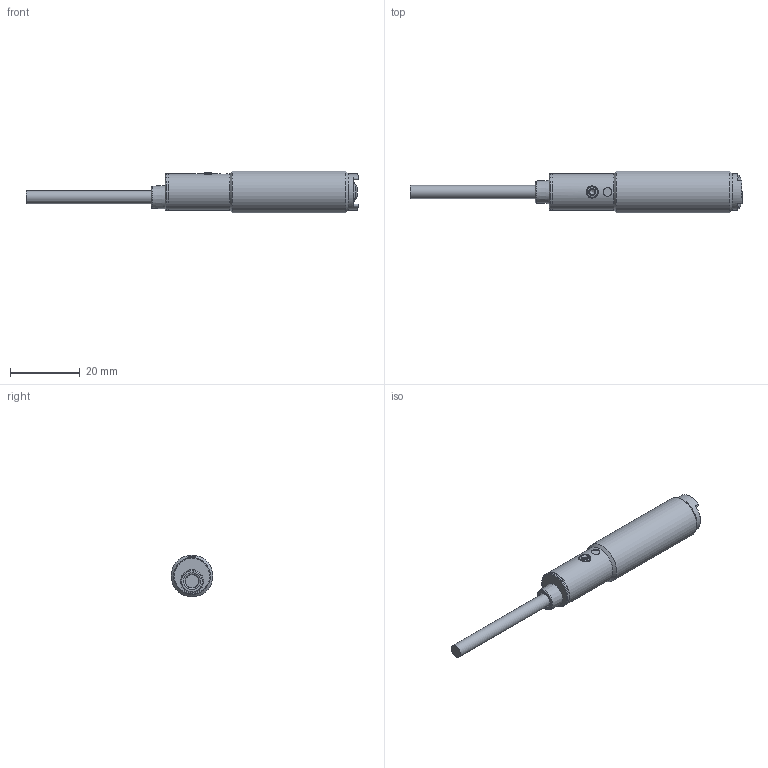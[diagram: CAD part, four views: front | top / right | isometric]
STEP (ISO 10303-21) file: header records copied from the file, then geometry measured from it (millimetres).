
FILE_DESCRIPTION (( 'STEP AP214' ), '1' );
FILE_NAME ('DMP_1A_fig.STEP', '2024-07-30T09:41:37', ( '' ), ( '' ), 'SwSTEP 2.0', 'SolidWorks 2023', '' );
FILE_SCHEMA (( 'AUTOMOTIVE_DESIGN' ));
Length unit declared in the file: inch
Products named in the file (1): DMP_1A_fig
Bounding box: 95.3 x 12 x 12 mm (x, y, z)
Volume: 6149.5 mm3; surface area: 2800.4 mm2
Topology: 1 solids, 1 shells, 51 faces, 116 edges, 78 vertices
Faces by surface type: cylinder 22, plane 19, bspline 5, cone 5
Full cylindrical faces by diameter (mm): 2 x1, 2.5 x1, 3 x1, 3.5 x1, 3.75 x1, 3.85 x1, 10.5 x2, 10.6 x1, 12 x1
Entity records: 1696 total; most frequent: CARTESIAN_POINT 697, DIRECTION 192, ORIENTED_EDGE 174, EDGE_CURVE 87, AXIS2_PLACEMENT_3D 85, EDGE_LOOP 80, VERTEX_POINT 67, FACE_OUTER_BOUND 64
